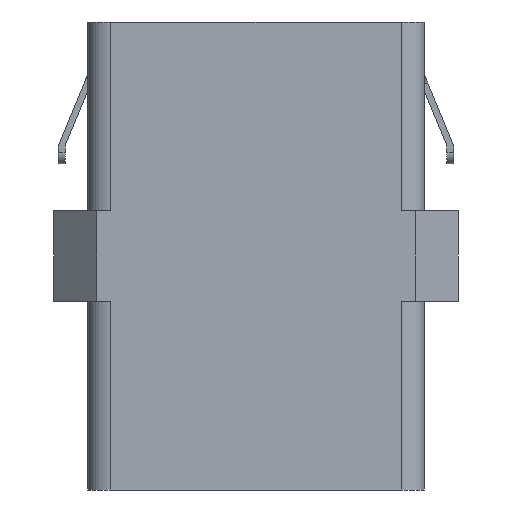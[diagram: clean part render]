
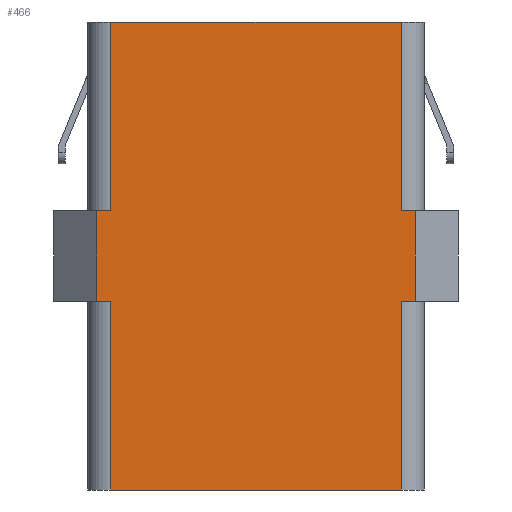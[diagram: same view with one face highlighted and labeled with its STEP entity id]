
A CAD part, left-side view. The second image highlights one B-rep face of the part: STEP entity #466.
In plain terms, the highlighted planar face has unit normal (-1, 0, 0).
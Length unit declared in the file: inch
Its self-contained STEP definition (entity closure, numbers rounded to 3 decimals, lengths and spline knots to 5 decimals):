
#15 = VERTEX_POINT ( 'NONE', #6498 ) ;
#27 = VERTEX_POINT ( 'NONE', #5962 ) ;
#86 = EDGE_CURVE ( 'NONE', #5432, #4964, #585, .T. ) ;
#255 = ORIENTED_EDGE ( 'NONE', *, *, #3564, .T. ) ;
#322 = CARTESIAN_POINT ( 'NONE',  ( -0.19291, 0.25197, 0. ) ) ;
#326 = ORIENTED_EDGE ( 'NONE', *, *, #5613, .T. ) ;
#371 = CARTESIAN_POINT ( 'NONE',  ( -0.19291, 0.41339, 0. ) ) ;
#380 = CARTESIAN_POINT ( 'NONE',  ( -0.19291, -0.27571, 0. ) ) ;
#393 = DIRECTION ( 'NONE',  ( 0., -1., 0. ) ) ;
#415 = CARTESIAN_POINT ( 'NONE',  ( -0.19291, 0.27571, 0. ) ) ;
#466 = ADVANCED_FACE ( 'NONE', ( #792 ), #4404, .T. ) ;
#470 = CARTESIAN_POINT ( 'NONE',  ( -0.19291, -0.27571, -0.15748 ) ) ;
#514 = VERTEX_POINT ( 'NONE', #6063 ) ;
#534 = VECTOR ( 'NONE', #3370, 39.37008 ) ;
#585 = LINE ( 'NONE', #2208, #534 ) ;
#691 = CARTESIAN_POINT ( 'NONE',  ( -0.19291, 0.41339, -0.48425 ) ) ;
#792 = FACE_OUTER_BOUND ( 'NONE', #1599, .T. ) ;
#822 = CARTESIAN_POINT ( 'NONE',  ( -0.19291, -0.25197, 0. ) ) ;
#829 = ORIENTED_EDGE ( 'NONE', *, *, #6762, .T. ) ;
#843 = DIRECTION ( 'NONE',  ( 0., 1., 0. ) ) ;
#851 = ORIENTED_EDGE ( 'NONE', *, *, #86, .T. ) ;
#979 = CARTESIAN_POINT ( 'NONE',  ( -0.19291, -0.27571, 0. ) ) ;
#1241 = DIRECTION ( 'NONE',  ( 0., 0., 1. ) ) ;
#1370 = DIRECTION ( 'NONE',  ( 0., 1., 0. ) ) ;
#1526 = ORIENTED_EDGE ( 'NONE', *, *, #2336, .T. ) ;
#1559 = VERTEX_POINT ( 'NONE', #1845 ) ;
#1599 = EDGE_LOOP ( 'NONE', ( #4347, #5842, #4145, #829, #851, #326, #5660, #1812, #2074, #255, #1526, #4482 ) ) ;
#1693 = CARTESIAN_POINT ( 'NONE',  ( -0.19291, -0.25197, -0.48425 ) ) ;
#1755 = DIRECTION ( 'NONE',  ( 0., -1., 0. ) ) ;
#1812 = ORIENTED_EDGE ( 'NONE', *, *, #5572, .T. ) ;
#1845 = CARTESIAN_POINT ( 'NONE',  ( -0.19291, 0.25197, -0.48425 ) ) ;
#1866 = CARTESIAN_POINT ( 'NONE',  ( -0.19291, 0.41339, -0.15748 ) ) ;
#1887 = VECTOR ( 'NONE', #3138, 39.37008 ) ;
#1979 = LINE ( 'NONE', #2602, #1887 ) ;
#2074 = ORIENTED_EDGE ( 'NONE', *, *, #3703, .T. ) ;
#2208 = CARTESIAN_POINT ( 'NONE',  ( -0.19291, 0.41339, 0.32677 ) ) ;
#2336 = EDGE_CURVE ( 'NONE', #1559, #3555, #3721, .T. ) ;
#2550 = CARTESIAN_POINT ( 'NONE',  ( -0.19291, -0.25197, -0.15748 ) ) ;
#2602 = CARTESIAN_POINT ( 'NONE',  ( -0.19291, -0.25197, 0. ) ) ;
#2629 = VERTEX_POINT ( 'NONE', #470 ) ;
#3138 = DIRECTION ( 'NONE',  ( 0., 0., 1. ) ) ;
#3322 = CARTESIAN_POINT ( 'NONE',  ( -0.19291, -0.25197, 0.32677 ) ) ;
#3370 = DIRECTION ( 'NONE',  ( 0., 1., 0. ) ) ;
#3385 = EDGE_CURVE ( 'NONE', #4159, #2629, #5664, .T. ) ;
#3406 = DIRECTION ( 'NONE',  ( 0., 0., -1. ) ) ;
#3422 = CARTESIAN_POINT ( 'NONE',  ( -0.19291, 0.41339, 0. ) ) ;
#3481 = CARTESIAN_POINT ( 'NONE',  ( -0.19291, 0.41339, 0. ) ) ;
#3555 = VERTEX_POINT ( 'NONE', #1693 ) ;
#3564 = EDGE_CURVE ( 'NONE', #514, #1559, #5372, .T. ) ;
#3662 = EDGE_CURVE ( 'NONE', #3555, #4159, #5005, .T. ) ;
#3703 = EDGE_CURVE ( 'NONE', #5407, #514, #4840, .T. ) ;
#3721 = LINE ( 'NONE', #691, #5741 ) ;
#3751 = CARTESIAN_POINT ( 'NONE',  ( -0.19291, 0.41339, -0.15748 ) ) ;
#3800 = EDGE_CURVE ( 'NONE', #2629, #6510, #4749, .T. ) ;
#3848 = CARTESIAN_POINT ( 'NONE',  ( -0.19291, 0.27571, -0.15748 ) ) ;
#4145 = ORIENTED_EDGE ( 'NONE', *, *, #5089, .T. ) ;
#4159 = VERTEX_POINT ( 'NONE', #2550 ) ;
#4347 = ORIENTED_EDGE ( 'NONE', *, *, #3385, .T. ) ;
#4404 = PLANE ( 'NONE',  #4453 ) ;
#4453 = AXIS2_PLACEMENT_3D ( 'NONE', #3422, #5463, #1241 ) ;
#4482 = ORIENTED_EDGE ( 'NONE', *, *, #3662, .T. ) ;
#4533 = DIRECTION ( 'NONE',  ( 0., 0., 1. ) ) ;
#4687 = DIRECTION ( 'NONE',  ( 0., 0., 1. ) ) ;
#4737 = VECTOR ( 'NONE', #4687, 39.37008 ) ;
#4749 = LINE ( 'NONE', #979, #4737 ) ;
#4813 = DIRECTION ( 'NONE',  ( 0., -1., 0. ) ) ;
#4840 = LINE ( 'NONE', #1866, #4847 ) ;
#4847 = VECTOR ( 'NONE', #393, 39.37008 ) ;
#4964 = VERTEX_POINT ( 'NONE', #6045 ) ;
#4965 = VECTOR ( 'NONE', #4533, 39.37008 ) ;
#5005 = LINE ( 'NONE', #822, #4965 ) ;
#5078 = EDGE_CURVE ( 'NONE', #15, #5147, #6328, .T. ) ;
#5089 = EDGE_CURVE ( 'NONE', #6510, #27, #6388, .T. ) ;
#5119 = VECTOR ( 'NONE', #5567, 39.37008 ) ;
#5147 = VERTEX_POINT ( 'NONE', #415 ) ;
#5162 = LINE ( 'NONE', #322, #5119 ) ;
#5296 = VECTOR ( 'NONE', #6502, 39.37008 ) ;
#5372 = LINE ( 'NONE', #5977, #5296 ) ;
#5394 = VECTOR ( 'NONE', #3406, 39.37008 ) ;
#5401 = LINE ( 'NONE', #5521, #5394 ) ;
#5407 = VERTEX_POINT ( 'NONE', #3848 ) ;
#5432 = VERTEX_POINT ( 'NONE', #3322 ) ;
#5463 = DIRECTION ( 'NONE',  ( -1., 0., 0. ) ) ;
#5521 = CARTESIAN_POINT ( 'NONE',  ( -0.19291, 0.27571, -0.15748 ) ) ;
#5567 = DIRECTION ( 'NONE',  ( 0., 0., -1. ) ) ;
#5572 = EDGE_CURVE ( 'NONE', #5147, #5407, #5401, .T. ) ;
#5593 = VECTOR ( 'NONE', #4813, 39.37008 ) ;
#5613 = EDGE_CURVE ( 'NONE', #4964, #15, #5162, .T. ) ;
#5660 = ORIENTED_EDGE ( 'NONE', *, *, #5078, .T. ) ;
#5664 = LINE ( 'NONE', #3751, #5593 ) ;
#5741 = VECTOR ( 'NONE', #1755, 39.37008 ) ;
#5842 = ORIENTED_EDGE ( 'NONE', *, *, #3800, .T. ) ;
#5962 = CARTESIAN_POINT ( 'NONE',  ( -0.19291, -0.25197, 0. ) ) ;
#5977 = CARTESIAN_POINT ( 'NONE',  ( -0.19291, 0.25197, 0. ) ) ;
#6045 = CARTESIAN_POINT ( 'NONE',  ( -0.19291, 0.25197, 0.32677 ) ) ;
#6063 = CARTESIAN_POINT ( 'NONE',  ( -0.19291, 0.25197, -0.15748 ) ) ;
#6315 = VECTOR ( 'NONE', #1370, 39.37008 ) ;
#6328 = LINE ( 'NONE', #3481, #6379 ) ;
#6379 = VECTOR ( 'NONE', #843, 39.37008 ) ;
#6388 = LINE ( 'NONE', #371, #6315 ) ;
#6498 = CARTESIAN_POINT ( 'NONE',  ( -0.19291, 0.25197, 0. ) ) ;
#6502 = DIRECTION ( 'NONE',  ( 0., 0., -1. ) ) ;
#6510 = VERTEX_POINT ( 'NONE', #380 ) ;
#6762 = EDGE_CURVE ( 'NONE', #27, #5432, #1979, .T. ) ;
